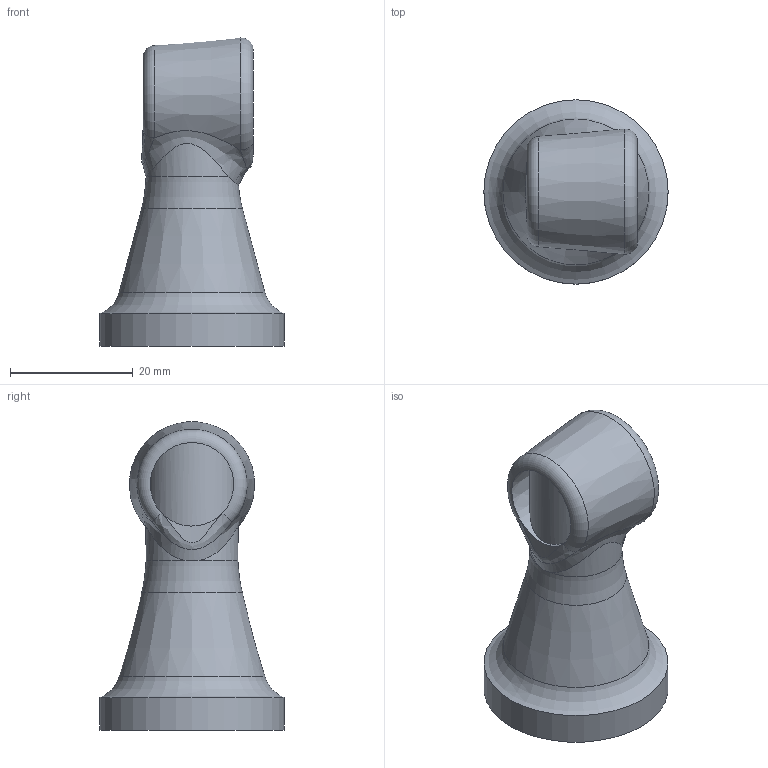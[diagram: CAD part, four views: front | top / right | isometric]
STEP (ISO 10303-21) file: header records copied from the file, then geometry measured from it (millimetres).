
FILE_DESCRIPTION(/* description */ ('STEP AP214'),/* implementation_level */ '2;1');
FILE_NAME(/* name */ '62cd2827ad71cd526ae75755',/* time_stamp */ '2022-07-12T07:54:19+00:00',/* author */ (''),/* organization */ (''),/* preprocessor_version */ 'ST-DEVELOPER v18.102',/* originating_system */ ' ',/* authorisation */ ' ');
FILE_SCHEMA (('AUTOMOTIVE_DESIGN {1 0 10303 214 3 1 1}'));
Length unit declared in the file: metre
Products named in the file (1): Hombro Final
Bounding box: 30 x 30 x 50.16 mm (x, y, z)
Volume: 14530 mm3; surface area: 4954 mm2
Topology: 1 solids, 1 shells, 19 faces, 40 edges, 23 vertices
Faces by surface type: cone 6, cylinder 4, torus 4, bspline 3, plane 2
Full cylindrical faces by diameter (mm): 30 x1
Entity records: 750 total; most frequent: CARTESIAN_POINT 397, DIRECTION 68, ORIENTED_EDGE 56, AXIS2_PLACEMENT_3D 34, EDGE_CURVE 28, EDGE_LOOP 26, FACE_BOUND 26, ADVANCED_FACE 19
